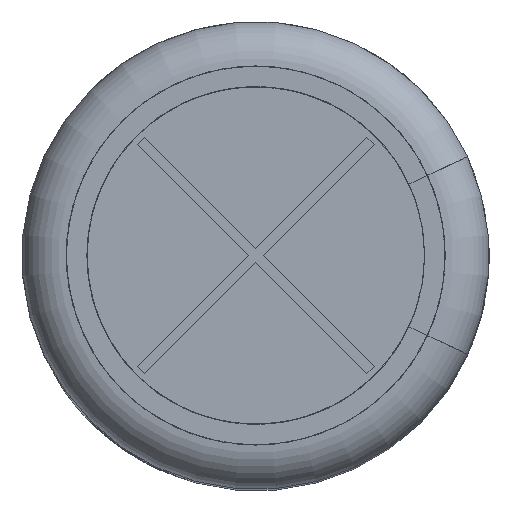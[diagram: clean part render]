
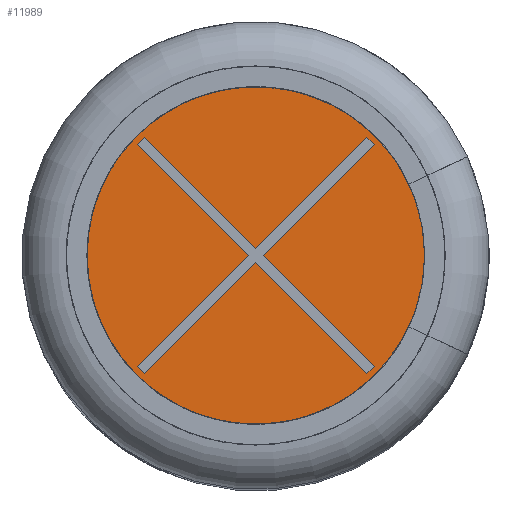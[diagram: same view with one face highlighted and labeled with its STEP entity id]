
A CAD part, top view. The second image highlights one B-rep face of the part: STEP entity #11989.
In plain terms, the highlighted planar face has unit normal (0, 0, 1).
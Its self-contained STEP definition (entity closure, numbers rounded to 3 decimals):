
#426=LINE('',#15683,#1094);
#429=LINE('',#15689,#1097);
#431=LINE('',#15693,#1099);
#433=LINE('',#15697,#1101);
#435=LINE('',#15701,#1103);
#437=LINE('',#15705,#1105);
#439=LINE('',#15709,#1107);
#441=LINE('',#15713,#1109);
#443=LINE('',#15717,#1111);
#445=LINE('',#15721,#1113);
#447=LINE('',#15725,#1115);
#449=LINE('',#15729,#1117);
#1094=VECTOR('',#13369,1000.);
#1097=VECTOR('',#13374,1000.);
#1099=VECTOR('',#13378,1000.);
#1101=VECTOR('',#13382,1000.);
#1103=VECTOR('',#13386,1000.);
#1105=VECTOR('',#13390,1000.);
#1107=VECTOR('',#13394,1000.);
#1109=VECTOR('',#13398,1000.);
#1111=VECTOR('',#13402,1000.);
#1113=VECTOR('',#13406,1000.);
#1115=VECTOR('',#13410,1000.);
#1117=VECTOR('',#13414,1000.);
#1925=ORIENTED_EDGE('',*,*,#4382,.T.);
#1926=ORIENTED_EDGE('',*,*,#4405,.T.);
#1927=ORIENTED_EDGE('',*,*,#4403,.T.);
#1928=ORIENTED_EDGE('',*,*,#4401,.T.);
#1929=ORIENTED_EDGE('',*,*,#4399,.T.);
#1930=ORIENTED_EDGE('',*,*,#4397,.T.);
#1931=ORIENTED_EDGE('',*,*,#4395,.T.);
#1932=ORIENTED_EDGE('',*,*,#4393,.T.);
#1933=ORIENTED_EDGE('',*,*,#4391,.T.);
#1934=ORIENTED_EDGE('',*,*,#4389,.T.);
#1935=ORIENTED_EDGE('',*,*,#4387,.T.);
#1936=ORIENTED_EDGE('',*,*,#4385,.T.);
#1937=ORIENTED_EDGE('',*,*,#4411,.F.);
#4382=EDGE_CURVE('',#5638,#5639,#426,.T.);
#4385=EDGE_CURVE('',#5640,#5638,#429,.T.);
#4387=EDGE_CURVE('',#5641,#5640,#431,.T.);
#4389=EDGE_CURVE('',#5642,#5641,#433,.T.);
#4391=EDGE_CURVE('',#5643,#5642,#435,.T.);
#4393=EDGE_CURVE('',#5644,#5643,#437,.T.);
#4395=EDGE_CURVE('',#5645,#5644,#439,.T.);
#4397=EDGE_CURVE('',#5646,#5645,#441,.T.);
#4399=EDGE_CURVE('',#5647,#5646,#443,.T.);
#4401=EDGE_CURVE('',#5648,#5647,#445,.T.);
#4403=EDGE_CURVE('',#5649,#5648,#447,.T.);
#4405=EDGE_CURVE('',#5639,#5649,#449,.T.);
#4411=EDGE_CURVE('',#5655,#5655,#6489,.T.);
#5638=VERTEX_POINT('',#15684);
#5639=VERTEX_POINT('',#15685);
#5640=VERTEX_POINT('',#15690);
#5641=VERTEX_POINT('',#15694);
#5642=VERTEX_POINT('',#15698);
#5643=VERTEX_POINT('',#15702);
#5644=VERTEX_POINT('',#15706);
#5645=VERTEX_POINT('',#15710);
#5646=VERTEX_POINT('',#15714);
#5647=VERTEX_POINT('',#15718);
#5648=VERTEX_POINT('',#15722);
#5649=VERTEX_POINT('',#15726);
#5655=VERTEX_POINT('',#15745);
#6489=CIRCLE('',#12532,4.054);
#6807=EDGE_LOOP('',(#1925,#1926,#1927,#1928,#1929,#1930,#1931,#1932,#1933,
#1934,#1935,#1936));
#6808=EDGE_LOOP('',(#1937));
#7437=FACE_BOUND('',#6807,.T.);
#7438=FACE_BOUND('',#6808,.T.);
#8054=PLANE('',#12533);
#11989=ADVANCED_FACE('',(#7437,#7438),#8054,.T.);
#12532=AXIS2_PLACEMENT_3D('',#15744,#13433,#13434);
#12533=AXIS2_PLACEMENT_3D('',#15746,#13435,#13436);
#13369=DIRECTION('',(0.707,0.707,0.));
#13374=DIRECTION('',(-0.707,0.707,0.));
#13378=DIRECTION('',(0.707,0.707,0.));
#13382=DIRECTION('',(-0.707,0.707,0.));
#13386=DIRECTION('',(-0.707,-0.707,0.));
#13390=DIRECTION('',(-0.707,0.707,0.));
#13394=DIRECTION('',(-0.707,-0.707,0.));
#13398=DIRECTION('',(0.707,-0.707,0.));
#13402=DIRECTION('',(-0.707,-0.707,0.));
#13406=DIRECTION('',(0.707,-0.707,0.));
#13410=DIRECTION('',(0.707,0.707,0.));
#13414=DIRECTION('',(0.707,-0.707,0.));
#13433=DIRECTION('',(0.,0.,-1.));
#13434=DIRECTION('',(-1.,0.,0.));
#13435=DIRECTION('',(0.,0.,1.));
#13436=DIRECTION('',(1.,0.,0.));
#15683=CARTESIAN_POINT('',(-2.375,2.533,19.78));
#15684=CARTESIAN_POINT('',(-2.533,2.375,19.78));
#15685=CARTESIAN_POINT('',(-2.375,2.533,19.78));
#15689=CARTESIAN_POINT('',(-0.157,0.,19.78));
#15690=CARTESIAN_POINT('',(-0.157,0.,19.78));
#15693=CARTESIAN_POINT('',(-0.157,0.,19.78));
#15694=CARTESIAN_POINT('',(-2.533,-2.375,19.78));
#15697=CARTESIAN_POINT('',(-2.375,-2.533,19.78));
#15698=CARTESIAN_POINT('',(-2.375,-2.533,19.78));
#15701=CARTESIAN_POINT('',(0.,-0.157,19.78));
#15702=CARTESIAN_POINT('',(0.,-0.157,19.78));
#15705=CARTESIAN_POINT('',(0.,-0.157,19.78));
#15706=CARTESIAN_POINT('',(2.375,-2.533,19.78));
#15709=CARTESIAN_POINT('',(2.533,-2.375,19.78));
#15710=CARTESIAN_POINT('',(2.533,-2.375,19.78));
#15713=CARTESIAN_POINT('',(0.157,0.,19.78));
#15714=CARTESIAN_POINT('',(0.157,0.,19.78));
#15717=CARTESIAN_POINT('',(0.157,0.,19.78));
#15718=CARTESIAN_POINT('',(2.533,2.375,19.78));
#15721=CARTESIAN_POINT('',(2.533,2.375,19.78));
#15722=CARTESIAN_POINT('',(2.375,2.533,19.78));
#15725=CARTESIAN_POINT('',(0.,0.157,19.78));
#15726=CARTESIAN_POINT('',(0.,0.157,19.78));
#15729=CARTESIAN_POINT('',(0.,0.157,19.78));
#15744=CARTESIAN_POINT('',(0.,0.,19.78));
#15745=CARTESIAN_POINT('',(-4.054,0.,19.78));
#15746=CARTESIAN_POINT('',(-4.054,0.,19.78));
